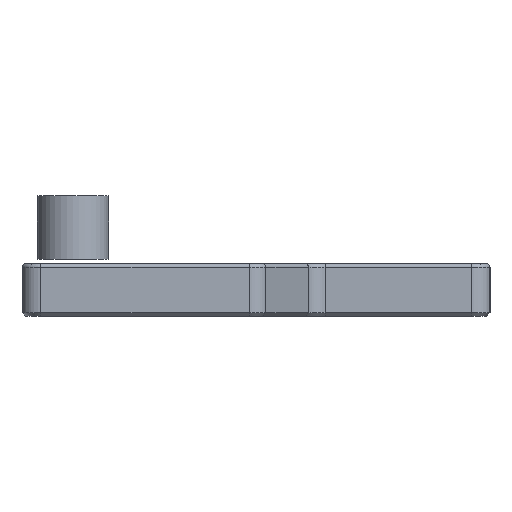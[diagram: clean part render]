
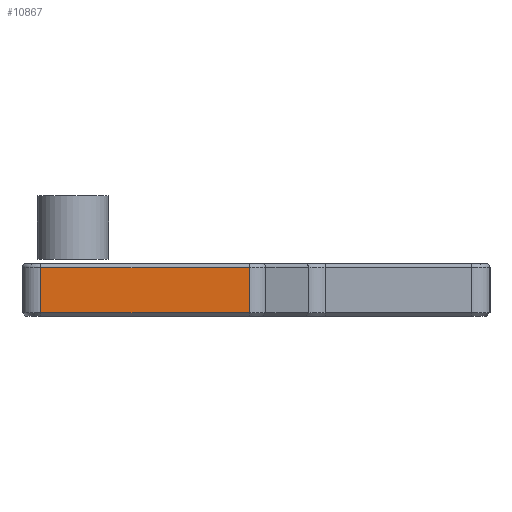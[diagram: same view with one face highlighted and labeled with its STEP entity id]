
A CAD part, left-side view. The second image highlights one B-rep face of the part: STEP entity #10867.
In plain terms, the highlighted planar face has unit normal (-1, 0, 0).
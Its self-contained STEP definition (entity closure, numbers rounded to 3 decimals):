
#699=FACE_OUTER_BOUND('',#1278,.T.);
#1278=EDGE_LOOP('',(#7539,#7540,#7541,#7542));
#2072=LINE('',#15056,#3397);
#2082=LINE('',#15089,#3407);
#2125=LINE('',#15401,#3450);
#2128=LINE('',#15406,#3453);
#3397=VECTOR('',#12191,10.);
#3407=VECTOR('',#12227,10.);
#3450=VECTOR('',#12460,10.);
#3453=VECTOR('',#12467,10.);
#4719=VERTEX_POINT('',#15046);
#4721=VERTEX_POINT('',#15052);
#4732=VERTEX_POINT('',#15087);
#4791=VERTEX_POINT('',#15291);
#5750=EDGE_CURVE('',#4719,#4721,#2072,.T.);
#5767=EDGE_CURVE('',#4732,#4719,#2082,.T.);
#5886=EDGE_CURVE('',#4791,#4732,#2125,.T.);
#5889=EDGE_CURVE('',#4721,#4791,#2128,.T.);
#7539=ORIENTED_EDGE('',*,*,#5750,.F.);
#7540=ORIENTED_EDGE('',*,*,#5767,.F.);
#7541=ORIENTED_EDGE('',*,*,#5886,.F.);
#7542=ORIENTED_EDGE('',*,*,#5889,.F.);
#10398=PLANE('',#11502);
#10867=ADVANCED_FACE('',(#699),#10398,.T.);
#11502=AXIS2_PLACEMENT_3D('',#15405,#12465,#12466);
#12191=DIRECTION('',(0.,1.,0.));
#12227=DIRECTION('',(0.,0.,-1.));
#12460=DIRECTION('',(0.,-1.,0.));
#12465=DIRECTION('center_axis',(-1.,0.,0.));
#12466=DIRECTION('ref_axis',(0.,-1.,0.));
#12467=DIRECTION('',(0.,0.,1.));
#15046=CARTESIAN_POINT('',(-44.481,95.844,-4.));
#15052=CARTESIAN_POINT('',(-44.481,151.4,-4.));
#15056=CARTESIAN_POINT('',(-44.481,125.23,-4.));
#15087=CARTESIAN_POINT('',(-44.481,95.844,8.));
#15089=CARTESIAN_POINT('',(-44.481,95.844,-2.));
#15291=CARTESIAN_POINT('',(-44.481,151.4,8.));
#15401=CARTESIAN_POINT('',(-44.481,125.23,8.));
#15405=CARTESIAN_POINT('Origin',(-44.481,156.4,-2.));
#15406=CARTESIAN_POINT('',(-44.481,151.4,-2.));
